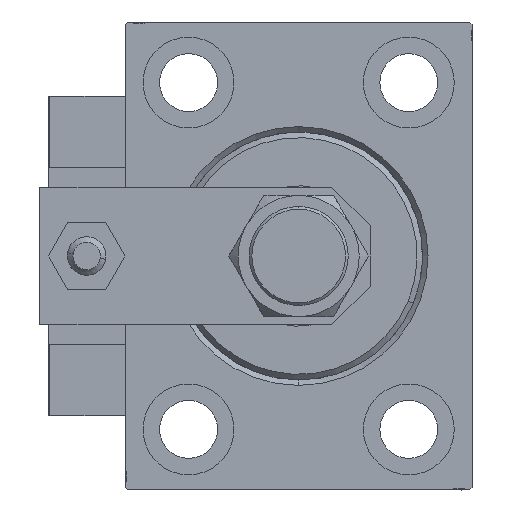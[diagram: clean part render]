
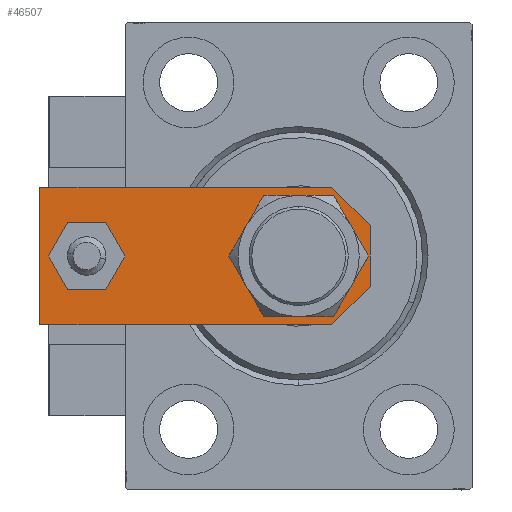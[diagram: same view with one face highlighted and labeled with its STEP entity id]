
A CAD part, left-side view. The second image highlights one B-rep face of the part: STEP entity #46507.
In plain terms, the highlighted face is planar.
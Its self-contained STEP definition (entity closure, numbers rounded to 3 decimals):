
#54 = CARTESIAN_POINT ( 'NONE',  ( 12.5, 60., 6. ) ) ;
#319 = EDGE_LOOP ( 'NONE', ( #48396, #47455 ) ) ;
#2605 = CARTESIAN_POINT ( 'NONE',  ( -2.75, -2.75, 6. ) ) ;
#3034 = EDGE_LOOP ( 'NONE', ( #43963, #33995, #31637, #48181, #24609, #49710 ) ) ;
#5067 = FACE_OUTER_BOUND ( 'NONE', #3034, .T. ) ;
#5641 = VECTOR ( 'NONE', #31405, 1000. ) ;
#7153 = ORIENTED_EDGE ( 'NONE', *, *, #38719, .F. ) ;
#7579 = CARTESIAN_POINT ( 'NONE',  ( -12.5, 60., 6. ) ) ;
#8176 = EDGE_CURVE ( 'NONE', #18551, #38955, #32869, .T. ) ;
#8711 = DIRECTION ( 'NONE',  ( 1., 0., 0. ) ) ;
#8731 = DIRECTION ( 'NONE',  ( 0., 0., 1. ) ) ;
#12297 = CARTESIAN_POINT ( 'NONE',  ( 12.5, 0., 6. ) ) ;
#12349 = LINE ( 'NONE', #16533, #15865 ) ;
#12410 = PLANE ( 'NONE',  #31903 ) ;
#12685 = CARTESIAN_POINT ( 'NONE',  ( 0., 51.5, 6. ) ) ;
#13158 = DIRECTION ( 'NONE',  ( 0., 0., 1. ) ) ;
#13847 = EDGE_CURVE ( 'NONE', #26518, #34985, #42636, .T. ) ;
#13999 = CARTESIAN_POINT ( 'NONE',  ( 12.5, 60., 6. ) ) ;
#14002 = AXIS2_PLACEMENT_3D ( 'NONE', #12685, #8731, #20790 ) ;
#14383 = EDGE_CURVE ( 'NONE', #32918, #48925, #50110, .T. ) ;
#15865 = VECTOR ( 'NONE', #28035, 1000. ) ;
#16314 = CIRCLE ( 'NONE', #36342, 8.25 ) ;
#16533 = CARTESIAN_POINT ( 'NONE',  ( 2.75, -2.75, 6. ) ) ;
#18551 = VERTEX_POINT ( 'NONE', #32208 ) ;
#18575 = DIRECTION ( 'NONE',  ( 0., -1., 0. ) ) ;
#18755 = VERTEX_POINT ( 'NONE', #30101 ) ;
#20364 = EDGE_CURVE ( 'NONE', #38955, #18551, #30703, .T. ) ;
#20519 = EDGE_CURVE ( 'NONE', #34046, #32918, #48125, .T. ) ;
#20790 = DIRECTION ( 'NONE',  ( 1., 0., 0. ) ) ;
#21385 = CARTESIAN_POINT ( 'NONE',  ( -12.5, 0., 6. ) ) ;
#22091 = EDGE_LOOP ( 'NONE', ( #7153, #36333 ) ) ;
#22452 = AXIS2_PLACEMENT_3D ( 'NONE', #35202, #30496, #34683 ) ;
#24609 = ORIENTED_EDGE ( 'NONE', *, *, #20519, .T. ) ;
#26518 = VERTEX_POINT ( 'NONE', #34086 ) ;
#27037 = AXIS2_PLACEMENT_3D ( 'NONE', #51629, #27568, #27815 ) ;
#27568 = DIRECTION ( 'NONE',  ( 0., 0., 1. ) ) ;
#27815 = DIRECTION ( 'NONE',  ( 1., 0., 0. ) ) ;
#28035 = DIRECTION ( 'NONE',  ( 0.707, 0.707, 0. ) ) ;
#28356 = CARTESIAN_POINT ( 'NONE',  ( 0., 0., 6. ) ) ;
#29140 = DIRECTION ( 'NONE',  ( 0., 0., 1. ) ) ;
#29217 = EDGE_CURVE ( 'NONE', #34985, #35360, #29742, .T. ) ;
#29742 = LINE ( 'NONE', #21385, #46494 ) ;
#30101 = CARTESIAN_POINT ( 'NONE',  ( 8.25, 13., 6. ) ) ;
#30111 = CARTESIAN_POINT ( 'NONE',  ( 5.5, 0., 6. ) ) ;
#30496 = DIRECTION ( 'NONE',  ( 0., 0., 1. ) ) ;
#30703 = CIRCLE ( 'NONE', #14002, 4. ) ;
#31405 = DIRECTION ( 'NONE',  ( 0., 1., 0. ) ) ;
#31447 = VECTOR ( 'NONE', #34009, 1000. ) ;
#31637 = ORIENTED_EDGE ( 'NONE', *, *, #29217, .T. ) ;
#31903 = AXIS2_PLACEMENT_3D ( 'NONE', #28356, #29140, #8711 ) ;
#32208 = CARTESIAN_POINT ( 'NONE',  ( 4., 51.5, 6. ) ) ;
#32797 = FACE_BOUND ( 'NONE', #319, .T. ) ;
#32869 = CIRCLE ( 'NONE', #27037, 4. ) ;
#32918 = VERTEX_POINT ( 'NONE', #54 ) ;
#33995 = ORIENTED_EDGE ( 'NONE', *, *, #13847, .T. ) ;
#34009 = DIRECTION ( 'NONE',  ( 0.707, -0.707, 0. ) ) ;
#34046 = VERTEX_POINT ( 'NONE', #42794 ) ;
#34086 = CARTESIAN_POINT ( 'NONE',  ( -12.5, 7., 6. ) ) ;
#34683 = DIRECTION ( 'NONE',  ( 1., 0., 0. ) ) ;
#34985 = VERTEX_POINT ( 'NONE', #46217 ) ;
#35202 = CARTESIAN_POINT ( 'NONE',  ( 0., 13., 6. ) ) ;
#35360 = VERTEX_POINT ( 'NONE', #30111 ) ;
#36333 = ORIENTED_EDGE ( 'NONE', *, *, #50769, .F. ) ;
#36342 = AXIS2_PLACEMENT_3D ( 'NONE', #44304, #13158, #44558 ) ;
#38129 = EDGE_CURVE ( 'NONE', #35360, #34046, #12349, .T. ) ;
#38329 = DIRECTION ( 'NONE',  ( -1., 0., 0. ) ) ;
#38719 = EDGE_CURVE ( 'NONE', #48668, #18755, #46713, .T. ) ;
#38721 = LINE ( 'NONE', #50762, #39456 ) ;
#38955 = VERTEX_POINT ( 'NONE', #47867 ) ;
#39456 = VECTOR ( 'NONE', #18575, 1000. ) ;
#41268 = DIRECTION ( 'NONE',  ( 1., 0., 0. ) ) ;
#42270 = VECTOR ( 'NONE', #38329, 1000. ) ;
#42636 = LINE ( 'NONE', #2605, #31447 ) ;
#42794 = CARTESIAN_POINT ( 'NONE',  ( 12.5, 7., 6. ) ) ;
#43963 = ORIENTED_EDGE ( 'NONE', *, *, #46648, .T. ) ;
#44013 = CARTESIAN_POINT ( 'NONE',  ( -8.25, 13., 6. ) ) ;
#44304 = CARTESIAN_POINT ( 'NONE',  ( 0., 13., 6. ) ) ;
#44558 = DIRECTION ( 'NONE',  ( 1., 0., 0. ) ) ;
#46217 = CARTESIAN_POINT ( 'NONE',  ( -5.5, 0., 6. ) ) ;
#46494 = VECTOR ( 'NONE', #41268, 1000. ) ;
#46507 = ADVANCED_FACE ( 'NONE', ( #32797, #5067, #48754 ), #12410, .T. ) ;
#46648 = EDGE_CURVE ( 'NONE', #48925, #26518, #38721, .T. ) ;
#46713 = CIRCLE ( 'NONE', #22452, 8.25 ) ;
#47455 = ORIENTED_EDGE ( 'NONE', *, *, #8176, .F. ) ;
#47867 = CARTESIAN_POINT ( 'NONE',  ( -4., 51.5, 6. ) ) ;
#48125 = LINE ( 'NONE', #12297, #5641 ) ;
#48181 = ORIENTED_EDGE ( 'NONE', *, *, #38129, .T. ) ;
#48396 = ORIENTED_EDGE ( 'NONE', *, *, #20364, .F. ) ;
#48668 = VERTEX_POINT ( 'NONE', #44013 ) ;
#48754 = FACE_BOUND ( 'NONE', #22091, .T. ) ;
#48925 = VERTEX_POINT ( 'NONE', #7579 ) ;
#49710 = ORIENTED_EDGE ( 'NONE', *, *, #14383, .T. ) ;
#50110 = LINE ( 'NONE', #13999, #42270 ) ;
#50762 = CARTESIAN_POINT ( 'NONE',  ( -12.5, 60., 6. ) ) ;
#50769 = EDGE_CURVE ( 'NONE', #18755, #48668, #16314, .T. ) ;
#51629 = CARTESIAN_POINT ( 'NONE',  ( 0., 51.5, 6. ) ) ;
